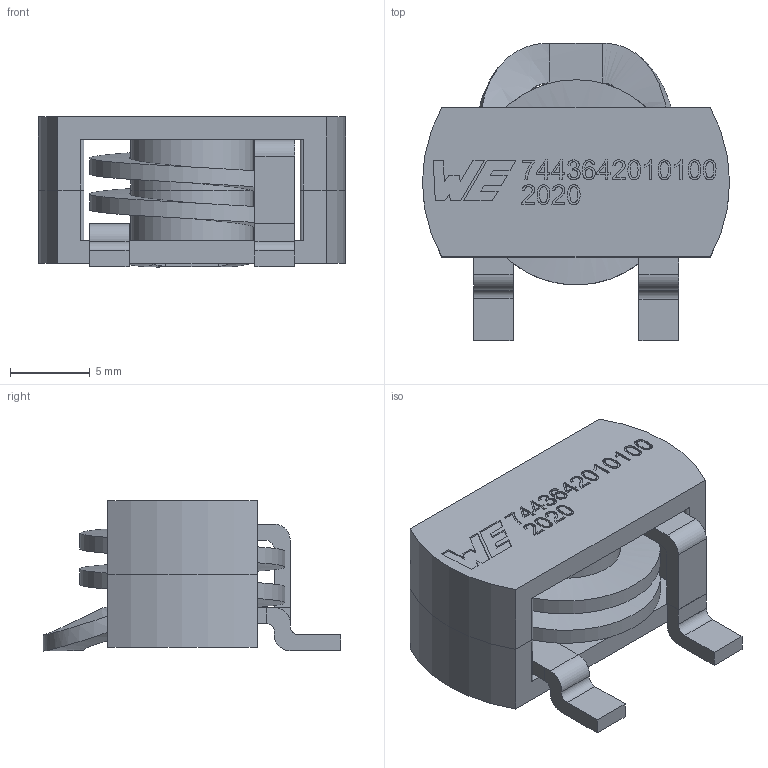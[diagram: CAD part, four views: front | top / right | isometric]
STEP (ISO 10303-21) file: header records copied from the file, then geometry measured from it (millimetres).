
FILE_DESCRIPTION(/* description */ ('Unknown'),/* implementation_level */ '2;1');
FILE_NAME(/* name */ '7443642010',/* time_stamp */ '2020-09-17T08:05:40+02:00',/* author */ ('Unknown'),/* organization */ ('Unknown'),/* preprocessor_version */ 'ST-DEVELOPER v16.7',/* originating_system */ 'DEX',/* authorisation */ $);
FILE_SCHEMA (('AUTOMOTIVE_DESIGN {1 0 10303 214 3 1 1}'));
Length unit declared in the file: millimetre
Products named in the file (4): 7443642010; Base_bottom; Base_top; Coil
Assembly tree (3 placements, depth 2):
  7443642010
    Base_bottom
    Base_top
    Coil
Bounding box: 19.32 x 18.7 x 9.44 mm (x, y, z)
Volume: 1368.1 mm3; surface area: 2107.9 mm2
Topology: 3 solids, 3 shells, 251 faces, 601 edges, 388 vertices
Faces by surface type: plane 186, bspline 41, cylinder 24
Full cylindrical faces by diameter (mm): 7.7 x2
Entity records: 11239 total; most frequent: CARTESIAN_POINT 4266, ORIENTED_EDGE 1172, DIRECTION 836, EDGE_CURVE 586, VERTEX_POINT 388, LINE 320, VECTOR 320, EDGE_LOOP 298
